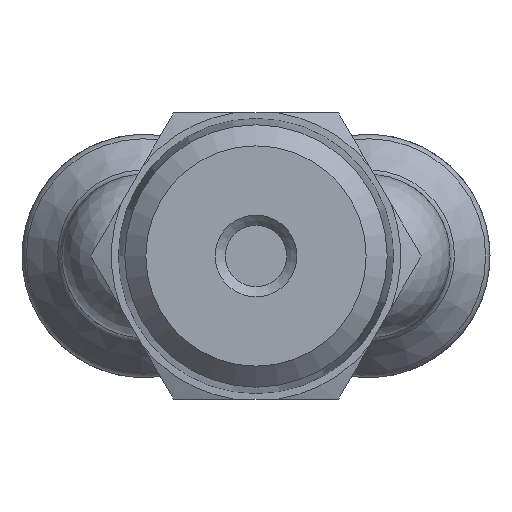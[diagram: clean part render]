
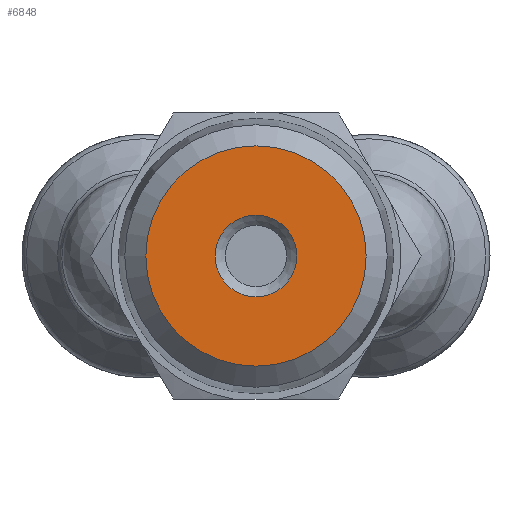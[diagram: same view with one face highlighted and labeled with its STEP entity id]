
A CAD part, front view. The second image highlights one B-rep face of the part: STEP entity #6848.
In plain terms, the highlighted face is planar.
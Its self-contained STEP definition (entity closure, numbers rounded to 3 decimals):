
#6817=CARTESIAN_POINT('',(-29.8,0.,-2.0));
#6818=VERTEX_POINT('',#6817);
#6819=CARTESIAN_POINT('',(-29.8,0.,0.0));
#6820=DIRECTION('',(-1.0,0.0,0.0));
#6821=DIRECTION('',(0.0,0.0,1.0));
#6822=AXIS2_PLACEMENT_3D('',#6819,#6820,#6821);
#6823=CIRCLE('',#6822,2.0);
#6824=EDGE_CURVE('',#6818,#6818,#6823,.T.);
#6829=CARTESIAN_POINT('',(-29.8,3.195,0.0));
#6830=DIRECTION('',(-1.0,0.0,0.0));
#6831=DIRECTION('',(0.0,0.0,1.0));
#6832=AXIS2_PLACEMENT_3D('',#6829,#6830,#6831);
#6833=PLANE('',#6832);
#6834=CARTESIAN_POINT('',(-29.8,5.39,0.));
#6835=VERTEX_POINT('',#6834);
#6836=CARTESIAN_POINT('',(-29.8,0.,0.0));
#6837=DIRECTION('',(1.0,0.0,0.0));
#6838=DIRECTION('',(0.0,-1.0,0.0));
#6839=AXIS2_PLACEMENT_3D('',#6836,#6837,#6838);
#6840=CIRCLE('',#6839,5.391);
#6841=EDGE_CURVE('',#6835,#6835,#6840,.T.);
#6842=ORIENTED_EDGE('',*,*,#6841,.F.);
#6843=EDGE_LOOP('',(#6842));
#6844=FACE_OUTER_BOUND('',#6843,.T.);
#6845=ORIENTED_EDGE('',*,*,#6824,.F.);
#6846=EDGE_LOOP('',(#6845));
#6847=FACE_BOUND('',#6846,.T.);
#6848=ADVANCED_FACE('',(#6844,#6847),#6833,.T.);
